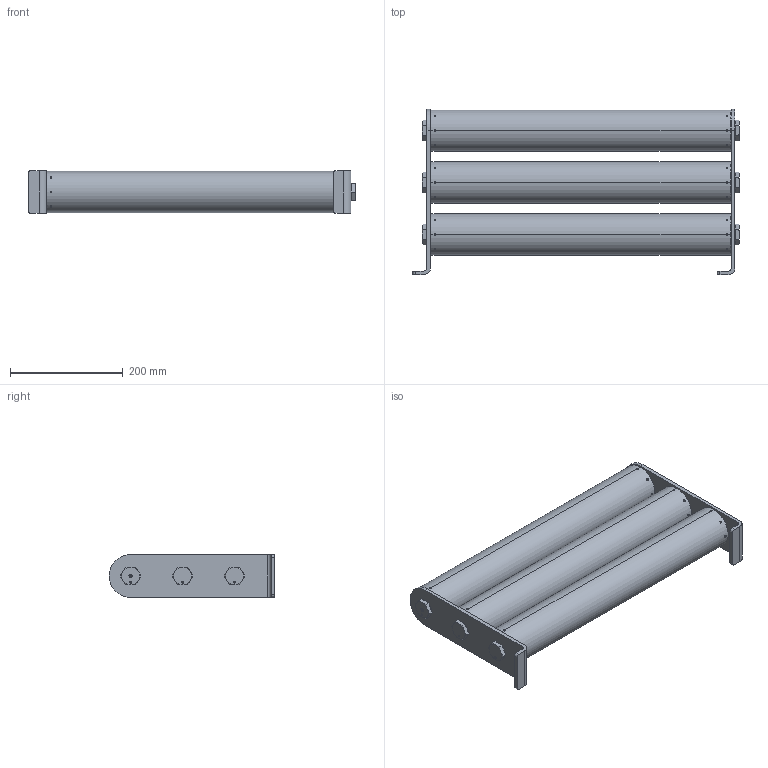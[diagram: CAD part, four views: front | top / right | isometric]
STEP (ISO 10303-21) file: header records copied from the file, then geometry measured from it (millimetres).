
FILE_DESCRIPTION (( 'STEP AP214' ), '1' );
FILE_NAME ('702355.STEP', '2024-06-12T13:18:48', ( '' ), ( '' ), 'SwSTEP 2.0', 'SolidWorks 2021', '' );
FILE_SCHEMA (( 'AUTOMOTIVE_DESIGN' ));
Length unit declared in the file: inch
Products named in the file (18): 210008_-001; 35898_35898; 10310_10310; 150E RTV SEALER^340012; 35980_35980; 702355; 130009_-006; 360029; 23602_23602; 11378_CRIMPED; 180028; 11379; 340012_-001 SET; 9399-A__COMPRESSED PLUG
Assembly tree (40 placements, depth 3):
  702355
    360029  x3
      130009_-006
      23602_23602
    10310_10310  x2
    35980_35980
    35980_35980
    35980_35980
    35980_35980
    340012_-001 SET
      11378_CRIMPED
      210008_-001
      150E RTV SEALER^340012
    35898_35898
    180028
    180028
    11379  x6
    9399-A__COMPRESSED PLUG
Bounding box: 579.42 x 293.62 x 76.2 mm (x, y, z)
Volume: 1485934.6 mm3; surface area: 844432 mm2
Topology: 70 solids, 70 shells, 5634 faces, 16394 edges, 10965 vertices
Faces by surface type: cylinder 2412, plane 1400, sphere 970, bspline 576, cone 274, torus 2
Entity records: 20182 total; most frequent: CARTESIAN_POINT 6478, ORIENTED_EDGE 2446, DIRECTION 2360, EDGE_CURVE 1223, AXIS2_PLACEMENT_3D 958, VERTEX_POINT 778, EDGE_LOOP 539, FACE_OUTER_BOUND 475
